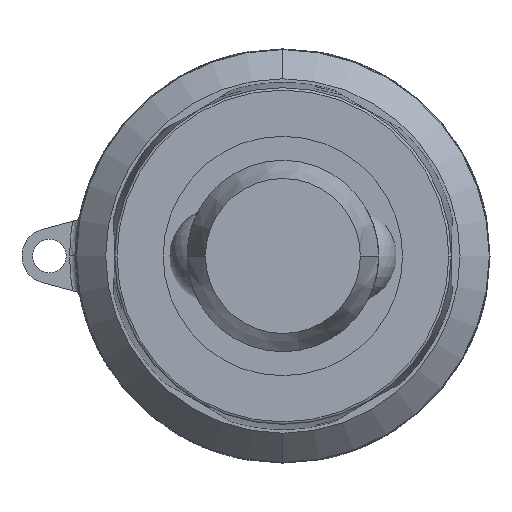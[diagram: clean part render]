
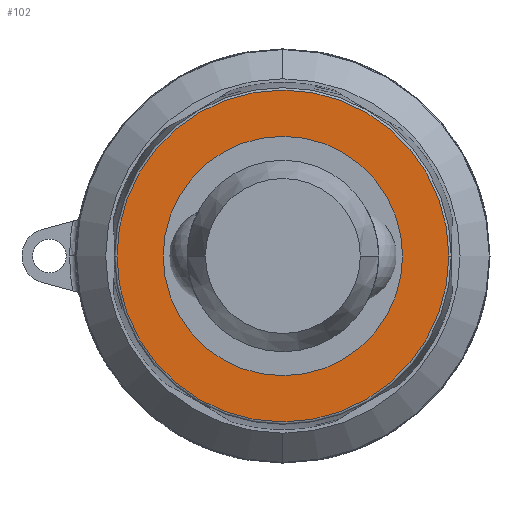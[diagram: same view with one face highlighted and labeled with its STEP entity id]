
A CAD part, left-side view. The second image highlights one B-rep face of the part: STEP entity #102.
In plain terms, the highlighted planar face has unit normal (-1, 0, 0).
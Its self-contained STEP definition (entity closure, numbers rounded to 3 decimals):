
#102=ADVANCED_FACE('',(#255,#256),#257,.T.);
#255=FACE_BOUND('',#438,.T.);
#256=FACE_OUTER_BOUND('',#439,.T.);
#257=PLANE('',#440);
#438=EDGE_LOOP('',(#961,#962));
#439=EDGE_LOOP('',(#963,#964,#965));
#440=AXIS2_PLACEMENT_3D('',#966,#967,#968);
#961=ORIENTED_EDGE('',*,*,#1170,.T.);
#962=ORIENTED_EDGE('',*,*,#1335,.T.);
#963=ORIENTED_EDGE('',*,*,#1226,.F.);
#964=ORIENTED_EDGE('',*,*,#1225,.F.);
#965=ORIENTED_EDGE('',*,*,#1334,.F.);
#966=CARTESIAN_POINT('',(0.5,0.,-12.024));
#967=DIRECTION('',(-1.0,0.0,0.0));
#968=DIRECTION('',(0.0,1.0,0.));
#1170=EDGE_CURVE('',#1388,#1392,#1394,.T.);
#1225=EDGE_CURVE('',#1500,#1503,#1504,.T.);
#1226=EDGE_CURVE('',#1503,#1505,#1506,.T.);
#1334=EDGE_CURVE('',#1505,#1500,#1668,.T.);
#1335=EDGE_CURVE('',#1392,#1388,#1669,.T.);
#1388=VERTEX_POINT('',#1815);
#1392=VERTEX_POINT('',#1820);
#1394=CIRCLE('',#1823,10.0);
#1500=VERTEX_POINT('',#2305);
#1503=VERTEX_POINT('',#2308);
#1504=CIRCLE('',#2309,13.862);
#1505=VERTEX_POINT('',#2310);
#1506=CIRCLE('',#2311,13.862);
#1668=CIRCLE('',#3104,13.862);
#1669=CIRCLE('',#3105,10.0);
#1815=CARTESIAN_POINT('',(0.5,0.,-10.0));
#1820=CARTESIAN_POINT('',(0.5,0.,10.0));
#1823=AXIS2_PLACEMENT_3D('',#3162,#3163,#3164);
#2305=CARTESIAN_POINT('',(0.5,-13.862,0.));
#2308=CARTESIAN_POINT('',(0.5,0.,-13.862));
#2309=AXIS2_PLACEMENT_3D('',#3253,#3254,#3255);
#2310=CARTESIAN_POINT('',(0.5,13.862,0.));
#2311=AXIS2_PLACEMENT_3D('',#3256,#3257,#3258);
#3104=AXIS2_PLACEMENT_3D('',#3421,#3422,#3423);
#3105=AXIS2_PLACEMENT_3D('',#3424,#3425,#3426);
#3162=CARTESIAN_POINT('',(0.5,0.0,0.0));
#3163=DIRECTION('',(1.0,0.0,0.0));
#3164=DIRECTION('',(0.0,0.,-1.0));
#3253=CARTESIAN_POINT('',(0.5,0.0,0.0));
#3254=DIRECTION('',(1.0,0.0,-0.0));
#3255=DIRECTION('',(0.0,0.,1.0));
#3256=CARTESIAN_POINT('',(0.5,0.0,0.0));
#3257=DIRECTION('',(1.0,0.0,-0.0));
#3258=DIRECTION('',(0.0,0.,1.0));
#3421=CARTESIAN_POINT('',(0.5,0.0,0.0));
#3422=DIRECTION('',(1.0,0.0,-0.0));
#3423=DIRECTION('',(0.0,0.,1.0));
#3424=CARTESIAN_POINT('',(0.5,0.0,0.0));
#3425=DIRECTION('',(1.0,0.0,0.0));
#3426=DIRECTION('',(0.0,0.,-1.0));
